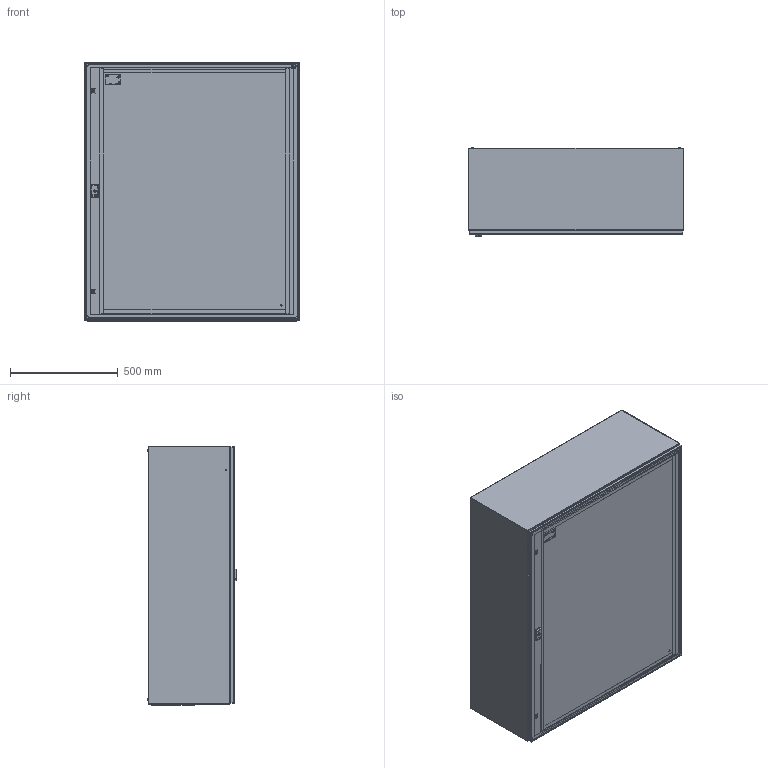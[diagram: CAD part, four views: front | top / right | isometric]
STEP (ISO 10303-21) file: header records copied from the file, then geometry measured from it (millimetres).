
FILE_DESCRIPTION((''),'2;1');
FILE_NAME('GT_120_100_40_ASM','2021-11-04T',('marketing.praksa'),('Audax d.o.o.'),'CREO PARAMETRIC BY PTC INC, 2017480','CREO PARAMETRIC BY PTC INC, 2017480','');
FILE_SCHEMA(('AUTOMOTIVE_DESIGN { 1 0 10303 214 1 1 1 1 }'));
Products named in the file (75): NEW-BOTTOM-120-100-40_1; KOR_GT_120-100-40_1_1_1; ZAWIAS_1_2_3_1_1_1; TULEJA_1_2_3_1_1_1; PLYTA_1_2_3_1_1_1; NAKRETKA_M8_1_2_3_1_1_1; ZASLEPKA_10_7_1_2_3_1_1_1; PRT0054_1_1_1_1; PRT0054_1_1_2_1; PRT0054_1_1_3_1; PRT0054_1_1_4_1; PRT0054_1_1_5_1; PRT0054_1_1_6_1; PRT0054_1_1_7_1; PRT0054_1_1_8_1; PRT0054_1_1_9_1; PRT0054_1_1_10_1; PRT0054_1_1_11_1; PRT0054_1_1_12_1; PRT0054_1_1_13_1; PRT0054_1_1_14_1; PRT0054_1_1_15_1; PRT0054_1_1_16_1; PRT0054_1_1_17_1; PRT0054_1_1_18_1; PRT0054_1_1_19_1; PRT0054_1_1_20_1; DRZWI_1_2_3_4_5_6_1_1_1_1; DRZWI_1_2_3_4_5_6_2_1_1_1; ZAWIAS_3_ST47_002_ELEMENT-583_1; ZAWIAS_3_ST47_002_ELEMENT-583_2; DRZWI_1_2_3_4_5_6_3_1_1_1; DRZWI_1_2_3_4_5_6_4_1_1_1; DRZWI_1_2_3_4_5_6_5_1_1_1; DRZWI_1_2_3_4_5_6_6_1_1_1; ZAWIAS_3_ST47_002_ELEMENT-583_3; DRZWI_1_2_3_4_5_6_7_1_1_1; DRZWI_1_2_3_4_5_6_8_1_1_1; DRZWI_1_2_3_4_5_6_9_1_1_1; DRZWI_1_2_3_4_5_6_11_1_1_1 ...
Assembly tree (85 placements, depth 2):
  GT_120_100_40_ASM
    NEW-BOTTOM-120-100-40_1
    KOR_GT_120-100-40_1_1_1
    ZAWIAS_1_2_3_1_1_1  x3
    TULEJA_1_2_3_1_1_1  x4
    PLYTA_1_2_3_1_1_1
    NAKRETKA_M8_1_2_3_1_1_1  x4
    ZASLEPKA_10_7_1_2_3_1_1_1  x4
    PRT0054_1_1_1_1
    PRT0054_1_1_2_1
    PRT0054_1_1_3_1
    PRT0054_1_1_4_1
    PRT0054_1_1_5_1
    PRT0054_1_1_6_1
    PRT0054_1_1_7_1
    PRT0054_1_1_8_1
    PRT0054_1_1_9_1
    PRT0054_1_1_10_1
    PRT0054_1_1_11_1
    PRT0054_1_1_12_1
    PRT0054_1_1_13_1
    PRT0054_1_1_14_1
    PRT0054_1_1_15_1
    PRT0054_1_1_16_1
    PRT0054_1_1_17_1
    PRT0054_1_1_18_1
    PRT0054_1_1_19_1
    PRT0054_1_1_20_1
    DRZWI_1_2_3_4_5_6_1_1_1_1
    DRZWI_1_2_3_4_5_6_2_1_1_1
    ZAWIAS_3_ST47_002_ELEMENT-583_1
    ZAWIAS_3_ST47_002_ELEMENT-583_2
    DRZWI_1_2_3_4_5_6_3_1_1_1
    DRZWI_1_2_3_4_5_6_4_1_1_1
    DRZWI_1_2_3_4_5_6_5_1_1_1
    DRZWI_1_2_3_4_5_6_6_1_1_1
    ZAWIAS_3_ST47_002_ELEMENT-583_3
    DRZWI_1_2_3_4_5_6_7_1_1_1
    DRZWI_1_2_3_4_5_6_8_1_1_1
    DRZWI_1_2_3_4_5_6_9_1_1_1
    DRZWI_1_2_3_4_5_6_11_1_1_1
    DRZWI_1_2_3_4_5_6_12_1_1_1_1
    DRZWI_1_2_3_4_5_6_12_1_2_1_1
    DRZWI_1_2_3_4_5_6_12_1_3_1_1
    ANSI_B27_7M_3CMI-4-58344_1_1_1_
    ANSI_B27_7M_3CMI-4-58345_1_1_1_
    ANSI_B27_7M_3CMI-4-58346_1_1_1_
    DRZWI_1_2_3_4_5_6_13_1_1_1
    DRZWI_1_2_3_4_5_6_14_1_1_1
    DRZWI_1_2_3_4_5_6_15_1_1_1
    DRZWI_1_2_3_4_5_6_16_1_1_1
    DRZWI_1_2_3_4_5_6_17_1_1_1
    DRZWI_1_2_3_4_5_6_18_1_1_1
    DRZWI_1_2_3_4_5_6_19_1_1_1
    DRZWI_1_2_3_4_5_6_20_1_1_1
    DRZWI_1_2_3_4_5_6_21_1_1_1
    DRZWI_1_2_3_4_5_6_22_1_1_1
    DRZWI_1_2_3_4_5_6_23_1_1_1
    DRZWI_1_2_3_4_5_6_24_1_1_1
    DRZWI_1_2_3_4_5_6_25_1_1_1
Bounding box: 1000 x 410.07 x 1208.44 mm (x, y, z)
Volume: 8829978.8 mm3; surface area: 11592579.4 mm2
Topology: 64 solids, 104 shells, 3916 faces, 11066 edges, 7374 vertices
Faces by surface type: plane 1704, cylinder 1588, torus 210, cone 150, extrusion 136, sphere 76, bspline 52
Full cylindrical faces by diameter (mm): 8.8 x1
Entity records: 146908 total; most frequent: CARTESIAN_POINT 25650, DIRECTION 19502, ORIENTED_EDGE 18103, PRESENTATION_STYLE_ASSIGNMENT 9193, STYLED_ITEM 9193, CURVE_STYLE 9100, EDGE_CURVE 9100, AXIS2_PLACEMENT_3D 7433
